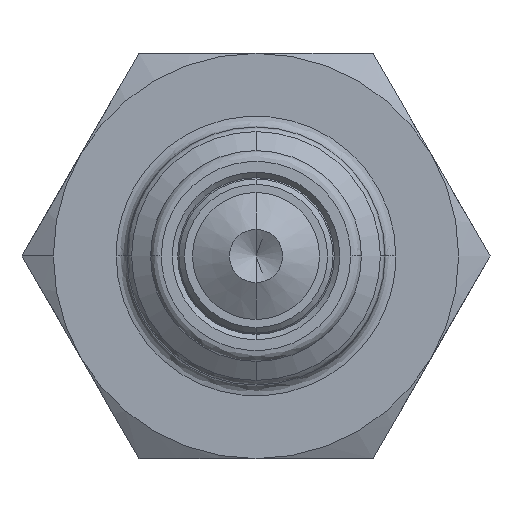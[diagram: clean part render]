
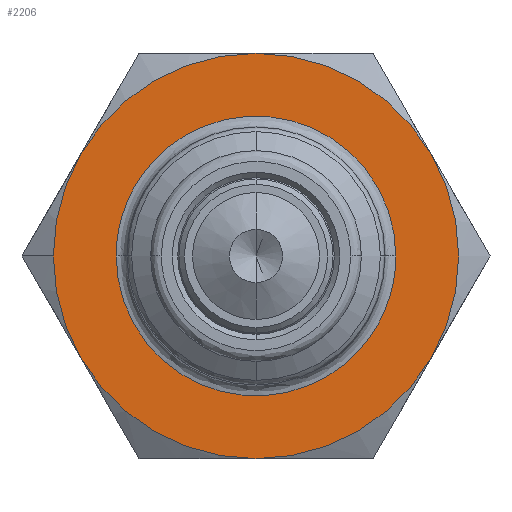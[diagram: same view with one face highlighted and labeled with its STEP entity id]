
A CAD part, left-side view. The second image highlights one B-rep face of the part: STEP entity #2206.
In plain terms, the highlighted planar face has unit normal (-1, 0, 0).
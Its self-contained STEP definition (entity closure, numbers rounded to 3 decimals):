
#69 = CIRCLE ( 'NONE', #1451, 7.5 ) ;
#178 = CIRCLE ( 'NONE', #1482, 7.5 ) ;
#181 = CIRCLE ( 'NONE', #1483, 7.5 ) ;
#182 = CIRCLE ( 'NONE', #1484, 7.5 ) ;
#183 = CIRCLE ( 'NONE', #1485, 7.5 ) ;
#184 = CIRCLE ( 'NONE', #1486, 7.5 ) ;
#186 = CIRCLE ( 'NONE', #1487, 7.5 ) ;
#567 = EDGE_LOOP ( 'NONE', ( #711, #713, #714, #715, #717, #718, #719 ) ) ;
#575 = EDGE_LOOP ( 'NONE', ( #720, #721 ) ) ;
#711 = ORIENTED_EDGE ( 'NONE', *, *, #1769, .F. ) ;
#713 = ORIENTED_EDGE ( 'NONE', *, *, #1770, .F. ) ;
#714 = ORIENTED_EDGE ( 'NONE', *, *, #1867, .F. ) ;
#715 = ORIENTED_EDGE ( 'NONE', *, *, #1771, .F. ) ;
#717 = ORIENTED_EDGE ( 'NONE', *, *, #1772, .F. ) ;
#718 = ORIENTED_EDGE ( 'NONE', *, *, #1773, .F. ) ;
#719 = ORIENTED_EDGE ( 'NONE', *, *, #1774, .F. ) ;
#720 = ORIENTED_EDGE ( 'NONE', *, *, #1768, .F. ) ;
#721 = ORIENTED_EDGE ( 'NONE', *, *, #1828, .F. ) ;
#799 = FACE_BOUND ( 'NONE', #575, .T. ) ;
#839 = FACE_OUTER_BOUND ( 'NONE', #567, .T. ) ;
#883 = VERTEX_POINT ( 'NONE', #1127 ) ;
#896 = VERTEX_POINT ( 'NONE', #1138 ) ;
#898 = VERTEX_POINT ( 'NONE', #1141 ) ;
#978 = VERTEX_POINT ( 'NONE', #1154 ) ;
#989 = VERTEX_POINT ( 'NONE', #1162 ) ;
#1020 = VERTEX_POINT ( 'NONE', #1194 ) ;
#1049 = VERTEX_POINT ( 'NONE', #1212 ) ;
#1127 = CARTESIAN_POINT ( 'NONE',  ( -19.95, -5.175, 0. ) ) ;
#1138 = CARTESIAN_POINT ( 'NONE',  ( -19.95, 6.495, -3.75 ) ) ;
#1141 = CARTESIAN_POINT ( 'NONE',  ( -19.95, 7.5, 0. ) ) ;
#1154 = CARTESIAN_POINT ( 'NONE',  ( -19.95, 0., 7.5 ) ) ;
#1162 = CARTESIAN_POINT ( 'NONE',  ( -19.95, -6.495, 3.75 ) ) ;
#1166 = VERTEX_POINT ( 'NONE', #1237 ) ;
#1169 = VERTEX_POINT ( 'NONE', #1239 ) ;
#1194 = CARTESIAN_POINT ( 'NONE',  ( -19.95, -6.495, -3.75 ) ) ;
#1212 = CARTESIAN_POINT ( 'NONE',  ( -19.95, 0., -7.5 ) ) ;
#1237 = CARTESIAN_POINT ( 'NONE',  ( -19.95, 6.495, 3.75 ) ) ;
#1239 = CARTESIAN_POINT ( 'NONE',  ( -19.95, 5.175, 0. ) ) ;
#1419 = AXIS2_PLACEMENT_3D ( 'NONE', #2161, #2160, #2159 ) ;
#1451 = AXIS2_PLACEMENT_3D ( 'NONE', #1556, #1555, #1554 ) ;
#1482 = AXIS2_PLACEMENT_3D ( 'NONE', #2384, #2381, #2375 ) ;
#1483 = AXIS2_PLACEMENT_3D ( 'NONE', #2403, #2394, #2393 ) ;
#1484 = AXIS2_PLACEMENT_3D ( 'NONE', #2412, #2411, #2407 ) ;
#1485 = AXIS2_PLACEMENT_3D ( 'NONE', #2419, #2418, #2417 ) ;
#1486 = AXIS2_PLACEMENT_3D ( 'NONE', #2425, #2424, #2423 ) ;
#1487 = AXIS2_PLACEMENT_3D ( 'NONE', #2431, #2428, #2427 ) ;
#1496 =( BOUNDED_CURVE ( )  B_SPLINE_CURVE ( 3, ( #1872, #1873, #1874, #1879 ),
 .UNSPECIFIED., .F., .T. ) 
 B_SPLINE_CURVE_WITH_KNOTS ( ( 4, 4 ),
 ( 0., 1. ),
 .UNSPECIFIED. ) 
 CURVE ( )  GEOMETRIC_REPRESENTATION_ITEM ( )  RATIONAL_B_SPLINE_CURVE ( ( 1., 0.333, 0.333, 1. ) ) 
 REPRESENTATION_ITEM ( '' )  );
#1497 =( BOUNDED_CURVE ( )  B_SPLINE_CURVE ( 3, ( #2452, #2450, #2449, #2445 ),
 .UNSPECIFIED., .F., .T. ) 
 B_SPLINE_CURVE_WITH_KNOTS ( ( 4, 4 ),
 ( 0., 1. ),
 .UNSPECIFIED. ) 
 CURVE ( )  GEOMETRIC_REPRESENTATION_ITEM ( )  RATIONAL_B_SPLINE_CURVE ( ( 1., 0.333, 0.333, 1. ) ) 
 REPRESENTATION_ITEM ( '' )  );
#1554 = DIRECTION ( 'NONE',  ( 0., 1., 0. ) ) ;
#1555 = DIRECTION ( 'NONE',  ( 1., 0., 0. ) ) ;
#1556 = CARTESIAN_POINT ( 'NONE',  ( -19.95, 0., 0. ) ) ;
#1768 = EDGE_CURVE ( 'NONE', #1169, #883, #1497, .T. ) ;
#1769 = EDGE_CURVE ( 'NONE', #1166, #978, #186, .T. ) ;
#1770 = EDGE_CURVE ( 'NONE', #898, #1166, #184, .T. ) ;
#1771 = EDGE_CURVE ( 'NONE', #1049, #896, #183, .T. ) ;
#1772 = EDGE_CURVE ( 'NONE', #1020, #1049, #182, .T. ) ;
#1773 = EDGE_CURVE ( 'NONE', #989, #1020, #181, .T. ) ;
#1774 = EDGE_CURVE ( 'NONE', #978, #989, #178, .T. ) ;
#1828 = EDGE_CURVE ( 'NONE', #883, #1169, #1496, .T. ) ;
#1867 = EDGE_CURVE ( 'NONE', #896, #898, #69, .T. ) ;
#1872 = CARTESIAN_POINT ( 'NONE',  ( -19.95, -5.175, 0. ) ) ;
#1873 = CARTESIAN_POINT ( 'NONE',  ( -19.95, -5.175, 10.35 ) ) ;
#1874 = CARTESIAN_POINT ( 'NONE',  ( -19.95, 5.175, 10.35 ) ) ;
#1879 = CARTESIAN_POINT ( 'NONE',  ( -19.95, 5.175, 0. ) ) ;
#2159 = DIRECTION ( 'NONE',  ( 0., 1., 0. ) ) ;
#2160 = DIRECTION ( 'NONE',  ( 1., 0., 0. ) ) ;
#2161 = CARTESIAN_POINT ( 'NONE',  ( -19.95, 4.775, 0. ) ) ;
#2163 = PLANE ( 'NONE',  #1419 ) ;
#2206 = ADVANCED_FACE ( 'NONE', ( #839, #799 ), #2163, .F. ) ;
#2375 = DIRECTION ( 'NONE',  ( 0., 0., -1. ) ) ;
#2381 = DIRECTION ( 'NONE',  ( 1., 0., 0. ) ) ;
#2384 = CARTESIAN_POINT ( 'NONE',  ( -19.95, 0., 0. ) ) ;
#2393 = DIRECTION ( 'NONE',  ( 0., 0., -1. ) ) ;
#2394 = DIRECTION ( 'NONE',  ( 1., 0., 0. ) ) ;
#2403 = CARTESIAN_POINT ( 'NONE',  ( -19.95, 0., 0. ) ) ;
#2407 = DIRECTION ( 'NONE',  ( 0., 0., -1. ) ) ;
#2411 = DIRECTION ( 'NONE',  ( 1., 0., 0. ) ) ;
#2412 = CARTESIAN_POINT ( 'NONE',  ( -19.95, 0., 0. ) ) ;
#2417 = DIRECTION ( 'NONE',  ( 0., 1., 0. ) ) ;
#2418 = DIRECTION ( 'NONE',  ( 1., 0., 0. ) ) ;
#2419 = CARTESIAN_POINT ( 'NONE',  ( -19.95, 0., 0. ) ) ;
#2423 = DIRECTION ( 'NONE',  ( 0., 1., 0. ) ) ;
#2424 = DIRECTION ( 'NONE',  ( 1., 0., 0. ) ) ;
#2425 = CARTESIAN_POINT ( 'NONE',  ( -19.95, 0., 0. ) ) ;
#2427 = DIRECTION ( 'NONE',  ( 0., 1., 0. ) ) ;
#2428 = DIRECTION ( 'NONE',  ( 1., 0., 0. ) ) ;
#2431 = CARTESIAN_POINT ( 'NONE',  ( -19.95, 0., 0. ) ) ;
#2445 = CARTESIAN_POINT ( 'NONE',  ( -19.95, -5.175, 0. ) ) ;
#2449 = CARTESIAN_POINT ( 'NONE',  ( -19.95, -5.175, -10.35 ) ) ;
#2450 = CARTESIAN_POINT ( 'NONE',  ( -19.95, 5.175, -10.35 ) ) ;
#2452 = CARTESIAN_POINT ( 'NONE',  ( -19.95, 5.175, 0. ) ) ;
